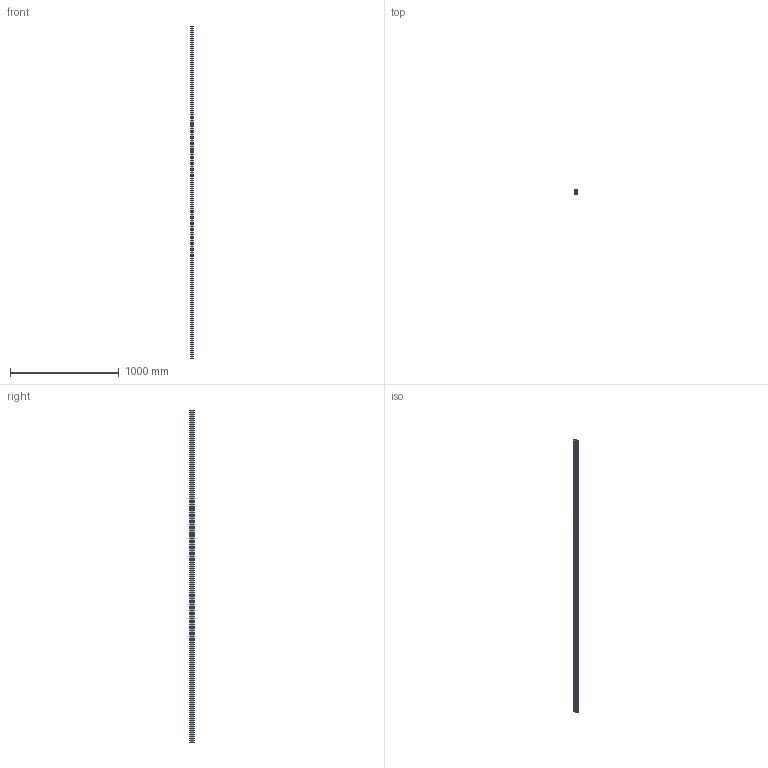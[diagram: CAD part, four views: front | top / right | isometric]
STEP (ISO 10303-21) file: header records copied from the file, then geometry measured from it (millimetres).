
FILE_DESCRIPTION(('TurboCAD Mac Pro'),'Build 980');
FILE_NAME('P6001.stp',' ',(''),(''),'ACIS Interop','IMSI','TurboCAD Mac Pro BY IMSI, INCORPORATED');
FILE_SCHEMA(('automotive_design'));
Length unit declared in the file: inch
Products named in the file (1): 1
Bounding box: 20.64 x 41.27 x 3048 mm (x, y, z)
Volume: 422501.7 mm3; surface area: 738305.4 mm2
Topology: 1 solids, 1 shells, 52 faces, 150 edges, 100 vertices
Faces by surface type: bspline 32, plane 20
Entity records: 2306 total; most frequent: CARTESIAN_POINT 719, ORIENTED_EDGE 300, EDGE_CURVE 150, DIRECTION 128, VERTEX_POINT 100, LINE 86, VECTOR 86, B_SPLINE_CURVE_WITH_KNOTS 64
